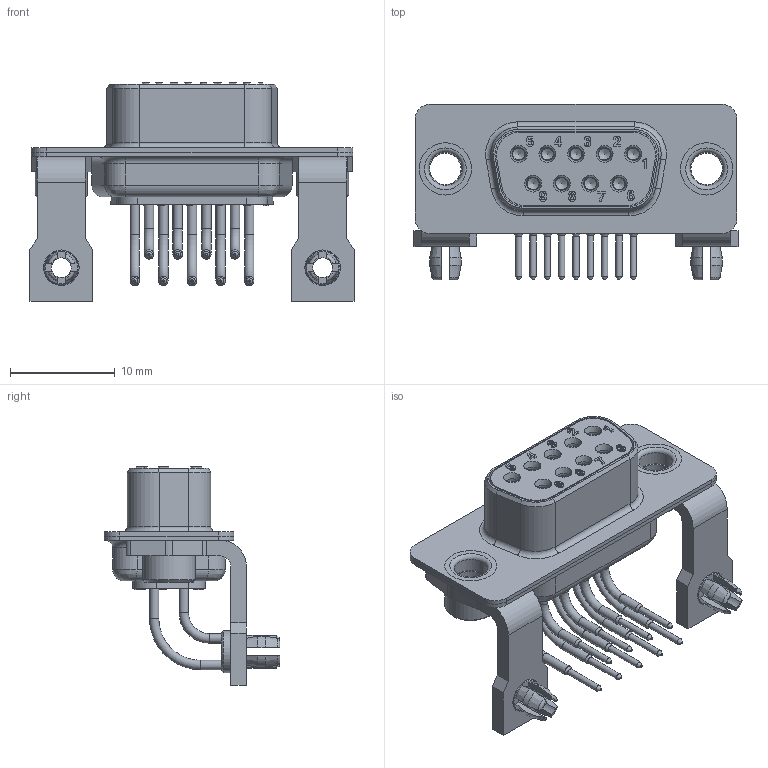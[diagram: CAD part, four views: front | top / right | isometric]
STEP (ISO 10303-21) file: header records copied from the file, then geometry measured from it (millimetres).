
FILE_DESCRIPTION(/* description */ ('I09S'),/* implementation_level */ '2;1');
FILE_NAME(/* name */ 'K050364.stp',/* time_stamp */ '2017-04-28T17:04:00+02:00',/* author */ ('M. Rickli'),/* organization */ (''),/* preprocessor_version */ 'ST-DEVELOPER v15.6',/* originating_system */ 'Autodesk Inventor 2015',/* authorisation */ '');
FILE_SCHEMA (('AUTOMOTIVE_DESIGN { 1 0 10303 214 3 1 1 }'));
Length unit declared in the file: millimetre
Products named in the file (9): N00402_BG; R+B00067_BG; R+B00066_BG; R+B00142_BG; R+B00137_BG; R+B00837_BG; R+B00102_female_BG; R+B00002_BG; K050364
Assembly tree (18 placements, depth 2):
  K050364
    N00402_BG
    R+B00067_BG  x5
    R+B00066_BG  x4
    R+B00142_BG
    R+B00137_BG
    R+B00837_BG  x2
    R+B00102_female_BG  x2
    R+B00002_BG  x2
Bounding box: 31 x 16.8 x 20.95 mm (x, y, z)
Volume: 2045.6 mm3; surface area: 5606.2 mm2
Topology: 18 solids, 18 shells, 2045 faces, 5519 edges, 3606 vertices
Faces by surface type: plane 1234, cylinder 576, cone 122, torus 57, bspline 56
Full cylindrical faces by diameter (mm): 0.242 x2, 0.281 x2, 0.6 x9, 0.9 x18, 1.6 x27, 1.7 x9, 1.9 x2, 1.92 x9, 1.96 x27, 2.3 x9, 3 x2, 3.2 x2, 3.4 x2, 4 x4, 4.05 x2, 4.06 x4, 5 x6
Entity records: 29278 total; most frequent: CARTESIAN_POINT 9302, ORIENTED_EDGE 4220, DIRECTION 3908, EDGE_CURVE 2110, VERTEX_POINT 1430, AXIS2_PLACEMENT_3D 1384, LINE 1140, VECTOR 1140
